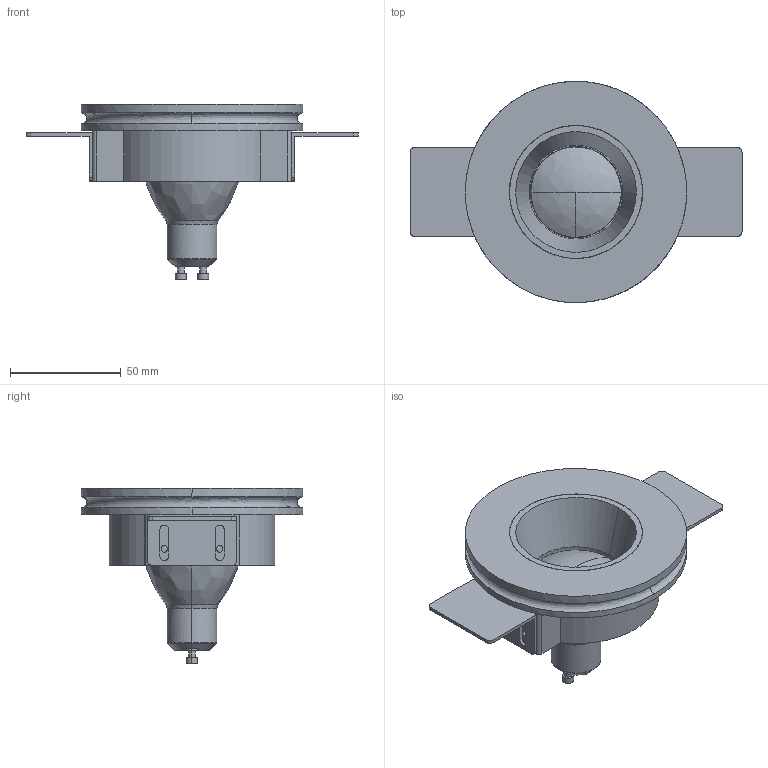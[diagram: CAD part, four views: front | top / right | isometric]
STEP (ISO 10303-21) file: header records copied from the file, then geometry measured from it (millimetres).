
FILE_DESCRIPTION(/* description */ (''),/* implementation_level */ '2;1');
FILE_NAME(/* name */ 'T390_Thessaly',/* time_stamp */ '2022-03-24T11:58:03+01:00',/* author */ (''),/* organization */ (''),/* preprocessor_version */ 'ST-DEVELOPER v16.5',/* originating_system */ '',/* authorisation */ '');
FILE_SCHEMA (('AUTOMOTIVE_DESIGN'));
Length unit declared in the file: millimetre
Products named in the file (1): Document
Bounding box: 150 x 100 x 79.5 mm (x, y, z)
Volume: 165451.5 mm3; surface area: 63058.9 mm2
Topology: 8 solids, 8 shells, 201 faces, 470 edges, 293 vertices
Faces by surface type: bspline 132, plane 69
Entity records: 6978 total; most frequent: CARTESIAN_POINT 4157, ORIENTED_EDGE 920, EDGE_CURVE 460, VERTEX_POINT 293, EDGE_LOOP 231, ADVANCED_FACE 201, FACE_OUTER_BOUND 201, B_SPLINE_CURVE_WITH_KNOTS 166
